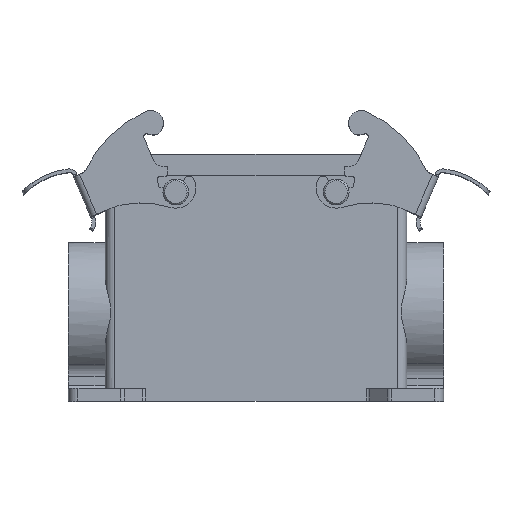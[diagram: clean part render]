
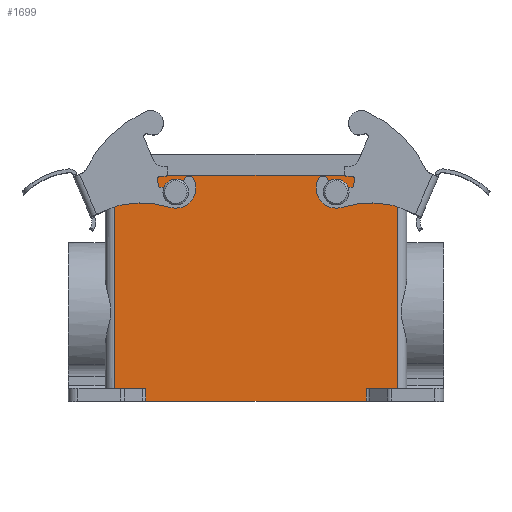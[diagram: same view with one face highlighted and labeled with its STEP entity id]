
A CAD part, top view. The second image highlights one B-rep face of the part: STEP entity #1699.
In plain terms, the highlighted planar face has unit normal (0, 0, 1).
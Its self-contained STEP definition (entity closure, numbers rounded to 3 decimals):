
#1290 = CARTESIAN_POINT ( 'NONE',  ( 24.138, 4., -6.75 ) ) ;
#1322 = CARTESIAN_POINT ( 'NONE',  ( 14.5, 4., -6.75 ) ) ;
#1348 = CARTESIAN_POINT ( 'NONE',  ( 92.862, 0., -6.75 ) ) ;
#1349 = CARTESIAN_POINT ( 'NONE',  ( 92.862, 4., -6.75 ) ) ;
#1351 = CARTESIAN_POINT ( 'NONE',  ( 102.5, 4., -6.75 ) ) ;
#1352 = CARTESIAN_POINT ( 'NONE',  ( 102.5, 70.5, -6.75 ) ) ;
#1432 = CARTESIAN_POINT ( 'NONE',  ( 14.5, 70.5, -6.75 ) ) ;
#1433 = CARTESIAN_POINT ( 'NONE',  ( 24.138, 0., -6.75 ) ) ;
#1699 = ADVANCED_FACE ( 'NONE', ( #5683, #5684, #5685 ), #7359, .F. ) ;
#3229 = ORIENTED_EDGE ( 'NONE', *, *, #5189, .F. ) ;
#3231 = ORIENTED_EDGE ( 'NONE', *, *, #5190, .T. ) ;
#3232 = ORIENTED_EDGE ( 'NONE', *, *, #5191, .T. ) ;
#3233 = ORIENTED_EDGE ( 'NONE', *, *, #5192, .T. ) ;
#3234 = ORIENTED_EDGE ( 'NONE', *, *, #5193, .F. ) ;
#3235 = ORIENTED_EDGE ( 'NONE', *, *, #5194, .F. ) ;
#3236 = ORIENTED_EDGE ( 'NONE', *, *, #5198, .T. ) ;
#3237 = ORIENTED_EDGE ( 'NONE', *, *, #5195, .T. ) ;
#3238 = ORIENTED_EDGE ( 'NONE', *, *, #5196, .F. ) ;
#3240 = ORIENTED_EDGE ( 'NONE', *, *, #5197, .F. ) ;
#4111 = CARTESIAN_POINT ( 'NONE',  ( 79.75, 65.225, -6.75 ) ) ;
#4112 = CARTESIAN_POINT ( 'NONE',  ( 29.75, 65.225, -6.75 ) ) ;
#4725 = EDGE_LOOP ( 'NONE', ( #3238, #3236, #3237, #3235, #3234, #3233, #3232, #3231 ) ) ;
#4731 = EDGE_LOOP ( 'NONE', ( #3240 ) ) ;
#4755 = EDGE_LOOP ( 'NONE', ( #3229 ) ) ;
#5189 = EDGE_CURVE ( 'NONE', #8466, #8466, #11143, .T. ) ;
#5190 = EDGE_CURVE ( 'NONE', #5924, #6067, #8186, .T. ) ;
#5191 = EDGE_CURVE ( 'NONE', #5956, #5924, #8226, .T. ) ;
#5192 = EDGE_CURVE ( 'NONE', #6066, #5956, #8227, .T. ) ;
#5193 = EDGE_CURVE ( 'NONE', #6066, #5986, #8228, .T. ) ;
#5194 = EDGE_CURVE ( 'NONE', #5986, #5985, #8229, .T. ) ;
#5195 = EDGE_CURVE ( 'NONE', #5983, #5985, #8230, .T. ) ;
#5196 = EDGE_CURVE ( 'NONE', #5982, #6067, #8231, .T. ) ;
#5197 = EDGE_CURVE ( 'NONE', #8467, #8467, #11154, .T. ) ;
#5198 = EDGE_CURVE ( 'NONE', #5982, #5983, #8225, .T. ) ;
#5683 = FACE_BOUND ( 'NONE', #4731, .T. ) ;
#5684 = FACE_OUTER_BOUND ( 'NONE', #4725, .T. ) ;
#5685 = FACE_BOUND ( 'NONE', #4755, .T. ) ;
#5924 = VERTEX_POINT ( 'NONE', #1290 ) ;
#5956 = VERTEX_POINT ( 'NONE', #1322 ) ;
#5982 = VERTEX_POINT ( 'NONE', #1348 ) ;
#5983 = VERTEX_POINT ( 'NONE', #1349 ) ;
#5985 = VERTEX_POINT ( 'NONE', #1351 ) ;
#5986 = VERTEX_POINT ( 'NONE', #1352 ) ;
#6066 = VERTEX_POINT ( 'NONE', #1432 ) ;
#6067 = VERTEX_POINT ( 'NONE', #1433 ) ;
#7353 = DIRECTION ( 'NONE',  ( -1., 0., 0. ) ) ;
#7355 = DIRECTION ( 'NONE',  ( 0., 0., -1. ) ) ;
#7357 = CARTESIAN_POINT ( 'NONE',  ( 14.5, 70.5, -6.75 ) ) ;
#7359 = PLANE ( 'NONE',  #8592 ) ;
#8186 = LINE ( 'NONE', #10801, #11147 ) ;
#8225 = LINE ( 'NONE', #10818, #11158 ) ;
#8226 = LINE ( 'NONE', #10803, #11149 ) ;
#8227 = LINE ( 'NONE', #10805, #11150 ) ;
#8228 = LINE ( 'NONE', #10807, #11151 ) ;
#8229 = LINE ( 'NONE', #10809, #11152 ) ;
#8230 = LINE ( 'NONE', #10811, #11153 ) ;
#8231 = LINE ( 'NONE', #10813, #11155 ) ;
#8466 = VERTEX_POINT ( 'NONE', #4111 ) ;
#8467 = VERTEX_POINT ( 'NONE', #4112 ) ;
#8592 = AXIS2_PLACEMENT_3D ( 'NONE', #7357, #7355, #7353 ) ;
#10798 = CARTESIAN_POINT ( 'NONE',  ( 83.5, 65.225, -6.75 ) ) ;
#10799 = DIRECTION ( 'NONE',  ( 0., 0., 1. ) ) ;
#10800 = DIRECTION ( 'NONE',  ( -1., 0., 0. ) ) ;
#10801 = CARTESIAN_POINT ( 'NONE',  ( 24.138, 0., -6.75 ) ) ;
#10802 = DIRECTION ( 'NONE',  ( 0., -1., 0. ) ) ;
#10803 = CARTESIAN_POINT ( 'NONE',  ( 14.5, 4., -6.75 ) ) ;
#10804 = DIRECTION ( 'NONE',  ( 1., 0., 0. ) ) ;
#10805 = CARTESIAN_POINT ( 'NONE',  ( 14.5, 70.5, -6.75 ) ) ;
#10806 = DIRECTION ( 'NONE',  ( 0., -1., 0. ) ) ;
#10807 = CARTESIAN_POINT ( 'NONE',  ( 14.5, 70.5, -6.75 ) ) ;
#10808 = DIRECTION ( 'NONE',  ( 1., 0., 0. ) ) ;
#10809 = CARTESIAN_POINT ( 'NONE',  ( 102.5, 70.5, -6.75 ) ) ;
#10810 = DIRECTION ( 'NONE',  ( 0., -1., 0. ) ) ;
#10811 = CARTESIAN_POINT ( 'NONE',  ( 14.5, 4., -6.75 ) ) ;
#10812 = DIRECTION ( 'NONE',  ( 1., 0., 0. ) ) ;
#10813 = CARTESIAN_POINT ( 'NONE',  ( 23.5, 0., -6.75 ) ) ;
#10814 = DIRECTION ( 'NONE',  ( -1., 0., 0. ) ) ;
#10815 = CARTESIAN_POINT ( 'NONE',  ( 33.5, 65.225, -6.75 ) ) ;
#10816 = DIRECTION ( 'NONE',  ( 0., 0., 1. ) ) ;
#10817 = DIRECTION ( 'NONE',  ( -1., 0., 0. ) ) ;
#10818 = CARTESIAN_POINT ( 'NONE',  ( 92.862, 4., -6.75 ) ) ;
#10819 = DIRECTION ( 'NONE',  ( 0., 1., 0. ) ) ;
#11143 = CIRCLE ( 'NONE', #11146, 3.75 ) ;
#11146 = AXIS2_PLACEMENT_3D ( 'NONE', #10798, #10799, #10800 ) ;
#11147 = VECTOR ( 'NONE', #10802, 1000. ) ;
#11149 = VECTOR ( 'NONE', #10804, 1000. ) ;
#11150 = VECTOR ( 'NONE', #10806, 1000. ) ;
#11151 = VECTOR ( 'NONE', #10808, 1000. ) ;
#11152 = VECTOR ( 'NONE', #10810, 1000. ) ;
#11153 = VECTOR ( 'NONE', #10812, 1000. ) ;
#11154 = CIRCLE ( 'NONE', #11156, 3.75 ) ;
#11155 = VECTOR ( 'NONE', #10814, 1000. ) ;
#11156 = AXIS2_PLACEMENT_3D ( 'NONE', #10815, #10816, #10817 ) ;
#11158 = VECTOR ( 'NONE', #10819, 1000. ) ;
